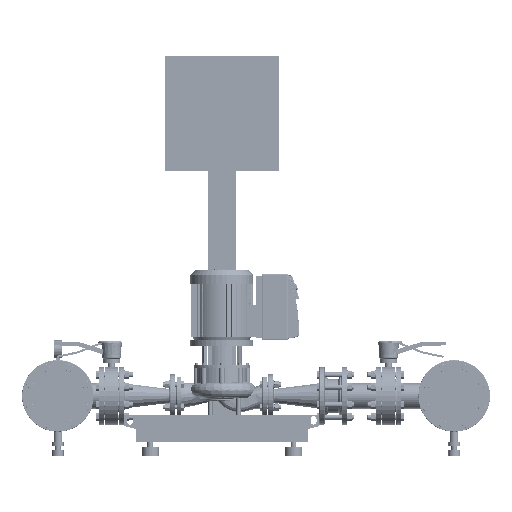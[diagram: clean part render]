
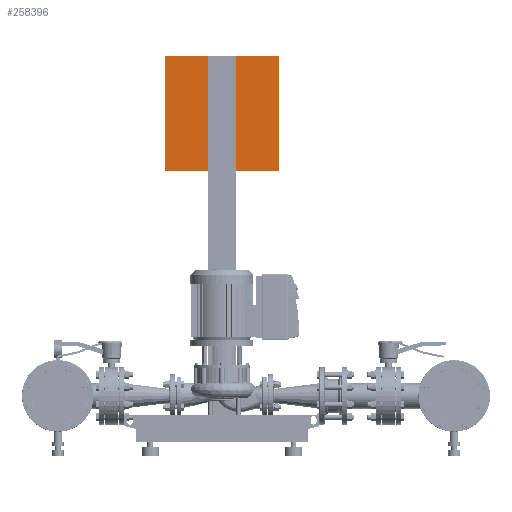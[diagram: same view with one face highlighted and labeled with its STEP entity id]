
A CAD part, left-side view. The second image highlights one B-rep face of the part: STEP entity #258396.
In plain terms, the highlighted planar face has unit normal (-1, 0, 0).
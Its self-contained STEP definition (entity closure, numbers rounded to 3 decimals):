
#258226=CARTESIAN_POINT('',(1560.0,200.,1394.0));
#258227=VERTEX_POINT('',#258226);
#258234=CARTESIAN_POINT('',(1560.0,-200.,1394.0));
#258235=VERTEX_POINT('',#258234);
#258236=CARTESIAN_POINT('',(1560.0,200.,1394.0));
#258237=DIRECTION('',(0.0,-1.0,0.0));
#258238=VECTOR('',#258237,400.0);
#258239=LINE('',#258236,#258238);
#258240=EDGE_CURVE('',#258227,#258235,#258239,.T.);
#258283=CARTESIAN_POINT('',(1560.0,-200.0,994.0));
#258284=VERTEX_POINT('',#258283);
#258285=CARTESIAN_POINT('',(1560.0,-200.,1394.0));
#258286=DIRECTION('',(0.0,0.0,-1.0));
#258287=VECTOR('',#258286,400.0);
#258288=LINE('',#258285,#258287);
#258289=EDGE_CURVE('',#258235,#258284,#258288,.T.);
#258309=CARTESIAN_POINT('',(1560.0,200.0,994.0));
#258310=VERTEX_POINT('',#258309);
#258317=CARTESIAN_POINT('',(1560.0,200.0,994.0));
#258318=DIRECTION('',(0.0,0.0,1.0));
#258319=VECTOR('',#258318,400.0);
#258320=LINE('',#258317,#258319);
#258321=EDGE_CURVE('',#258310,#258227,#258320,.T.);
#258334=CARTESIAN_POINT('',(1560.0,-200.0,994.0));
#258335=DIRECTION('',(0.0,1.0,0.0));
#258336=VECTOR('',#258335,400.0);
#258337=LINE('',#258334,#258336);
#258338=EDGE_CURVE('',#258284,#258310,#258337,.T.);
#258385=CARTESIAN_POINT('',(1560.0,0.,1194.0));
#258386=DIRECTION('',(1.0,0.0,0.0));
#258387=DIRECTION('',(0.0,1.0,0.0));
#258388=AXIS2_PLACEMENT_3D('',#258385,#258386,#258387);
#258389=PLANE('',#258388);
#258390=ORIENTED_EDGE('',*,*,#258321,.F.);
#258391=ORIENTED_EDGE('',*,*,#258338,.F.);
#258392=ORIENTED_EDGE('',*,*,#258289,.F.);
#258393=ORIENTED_EDGE('',*,*,#258240,.F.);
#258394=EDGE_LOOP('',(#258390,#258391,#258392,#258393));
#258395=FACE_OUTER_BOUND('',#258394,.T.);
#258396=ADVANCED_FACE('',(#258395),#258389,.F.);
